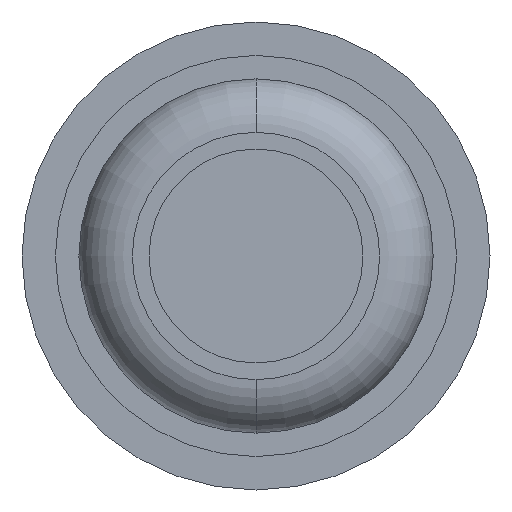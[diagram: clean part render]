
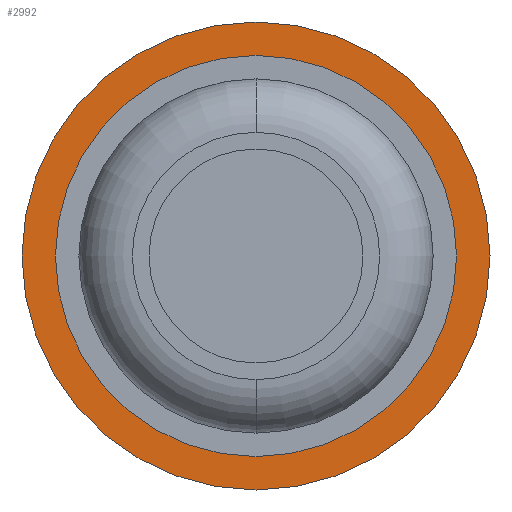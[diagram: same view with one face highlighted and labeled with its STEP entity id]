
A CAD part, front view. The second image highlights one B-rep face of the part: STEP entity #2992.
In plain terms, the highlighted planar face has unit normal (0, -1, 0).
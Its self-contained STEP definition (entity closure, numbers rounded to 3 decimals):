
#141 = DIRECTION ( 'NONE',  ( 0., 1., 0. ) ) ;
#157 = DIRECTION ( 'NONE',  ( 0., 0., 1. ) ) ;
#235 = PLANE ( 'NONE',  #3602 ) ;
#325 = AXIS2_PLACEMENT_3D ( 'NONE', #1610, #141, #157 ) ;
#413 = AXIS2_PLACEMENT_3D ( 'NONE', #868, #1131, #3147 ) ;
#484 = EDGE_LOOP ( 'NONE', ( #1038, #3023 ) ) ;
#532 = CARTESIAN_POINT ( 'NONE',  ( 0., -0.8, 1.5 ) ) ;
#584 = DIRECTION ( 'NONE',  ( 0., 0., -1. ) ) ;
#607 = DIRECTION ( 'NONE',  ( 0., 0., 1. ) ) ;
#640 = VERTEX_POINT ( 'NONE', #3144 ) ;
#642 = FACE_BOUND ( 'NONE', #2196, .T. ) ;
#868 = CARTESIAN_POINT ( 'NONE',  ( 0., -0.8, 0. ) ) ;
#983 = DIRECTION ( 'NONE',  ( 0., -1., 0. ) ) ;
#1038 = ORIENTED_EDGE ( 'NONE', *, *, #2680, .F. ) ;
#1131 = DIRECTION ( 'NONE',  ( 0., 1., 0. ) ) ;
#1201 = CIRCLE ( 'NONE', #1333, 1.75 ) ;
#1286 = VERTEX_POINT ( 'NONE', #2328 ) ;
#1333 = AXIS2_PLACEMENT_3D ( 'NONE', #1949, #3636, #3625 ) ;
#1610 = CARTESIAN_POINT ( 'NONE',  ( 0., -0.8, 0. ) ) ;
#1769 = CARTESIAN_POINT ( 'NONE',  ( 0., -0.8, -1.75 ) ) ;
#1897 = CIRCLE ( 'NONE', #3509, 1.75 ) ;
#1949 = CARTESIAN_POINT ( 'NONE',  ( 0., -0.8, 0. ) ) ;
#2196 = EDGE_LOOP ( 'NONE', ( #2315, #2431 ) ) ;
#2296 = VERTEX_POINT ( 'NONE', #532 ) ;
#2315 = ORIENTED_EDGE ( 'NONE', *, *, #2846, .T. ) ;
#2328 = CARTESIAN_POINT ( 'NONE',  ( 0., -0.8, -1.5 ) ) ;
#2368 = VERTEX_POINT ( 'NONE', #1769 ) ;
#2431 = ORIENTED_EDGE ( 'NONE', *, *, #3169, .T. ) ;
#2557 = CARTESIAN_POINT ( 'NONE',  ( -1.75, -0.8, 0. ) ) ;
#2680 = EDGE_CURVE ( 'Defeature ausgef�hrt1_7+Defeature ausgef�hrt1_6+Defeature ausgef�hrt1_6+Defeature ausgef�hrt1_6', #640, #2368, #1897, .T. ) ;
#2846 = EDGE_CURVE ( 'Defeature ausgef�hrt1_6+Defeature ausgef�hrt1_5+Defeature ausgef�hrt1_5+Defeature ausgef�hrt1_5', #2296, #1286, #2960, .T. ) ;
#2921 = CARTESIAN_POINT ( 'NONE',  ( 0., -0.8, 0. ) ) ;
#2960 = CIRCLE ( 'NONE', #325, 1.5 ) ;
#2992 = ADVANCED_FACE ( 'Defeature ausgef�hrt1_6', ( #642, #3042 ), #235, .T. ) ;
#3023 = ORIENTED_EDGE ( 'NONE', *, *, #3517, .F. ) ;
#3042 = FACE_OUTER_BOUND ( 'NONE', #484, .T. ) ;
#3144 = CARTESIAN_POINT ( 'NONE',  ( 0., -0.8, 1.75 ) ) ;
#3147 = DIRECTION ( 'NONE',  ( 0., 0., 1. ) ) ;
#3169 = EDGE_CURVE ( 'Defeature ausgef�hrt1_6+Defeature ausgef�hrt1_5+Defeature ausgef�hrt1_5+Defeature ausgef�hrt1_5', #1286, #2296, #3687, .T. ) ;
#3500 = DIRECTION ( 'NONE',  ( 0., 1., 0. ) ) ;
#3509 = AXIS2_PLACEMENT_3D ( 'NONE', #2921, #3500, #607 ) ;
#3517 = EDGE_CURVE ( 'Defeature ausgef�hrt1_7+Defeature ausgef�hrt1_6+Defeature ausgef�hrt1_6+Defeature ausgef�hrt1_6', #2368, #640, #1201, .T. ) ;
#3602 = AXIS2_PLACEMENT_3D ( 'NONE', #2557, #983, #584 ) ;
#3625 = DIRECTION ( 'NONE',  ( 0., 0., 1. ) ) ;
#3636 = DIRECTION ( 'NONE',  ( 0., 1., 0. ) ) ;
#3687 = CIRCLE ( 'NONE', #413, 1.5 ) ;
